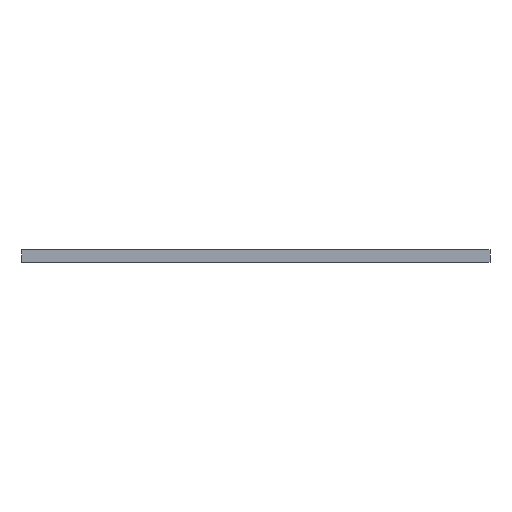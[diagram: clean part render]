
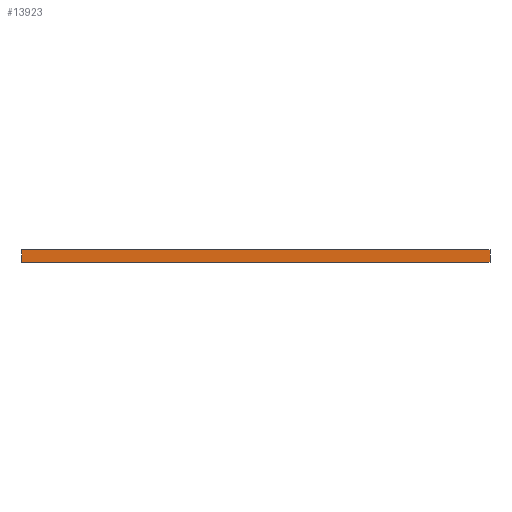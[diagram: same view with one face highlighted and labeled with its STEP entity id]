
A CAD part, left-side view. The second image highlights one B-rep face of the part: STEP entity #13923.
In plain terms, the highlighted planar face has unit normal (-1, 0, 0).
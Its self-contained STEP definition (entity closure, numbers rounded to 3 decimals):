
#6829=CARTESIAN_POINT('',(-19.626,22.39,0.0));
#6830=VERTEX_POINT('',#6829);
#6847=CARTESIAN_POINT('',(-19.626,-7.51,0.0));
#6848=VERTEX_POINT('',#6847);
#6855=CARTESIAN_POINT('',(-19.626,-7.51,0.0));
#6856=DIRECTION('',(0.0,1.0,0.0));
#6857=VECTOR('',#6856,29.9);
#6858=LINE('',#6855,#6857);
#6859=EDGE_CURVE('',#6848,#6830,#6858,.T.);
#13623=CARTESIAN_POINT('',(-19.626,22.39,0.8));
#13624=VERTEX_POINT('',#13623);
#13631=CARTESIAN_POINT('',(-19.626,-7.51,0.8));
#13632=VERTEX_POINT('',#13631);
#13633=CARTESIAN_POINT('',(-19.626,-7.51,0.8));
#13634=DIRECTION('',(0.0,1.0,0.0));
#13635=VECTOR('',#13634,29.9);
#13636=LINE('',#13633,#13635);
#13637=EDGE_CURVE('',#13632,#13624,#13636,.T.);
#13896=CARTESIAN_POINT('',(-19.626,-7.51,0.0));
#13897=DIRECTION('',(0.0,0.0,1.0));
#13898=VECTOR('',#13897,0.8);
#13899=LINE('',#13896,#13898);
#13900=EDGE_CURVE('',#6848,#13632,#13899,.T.);
#13907=CARTESIAN_POINT('',(-19.626,-7.51,0.0));
#13908=DIRECTION('',(-1.0,0.0,0.0));
#13909=DIRECTION('',(0.0,0.0,1.0));
#13910=AXIS2_PLACEMENT_3D('',#13907,#13908,#13909);
#13911=PLANE('',#13910);
#13912=ORIENTED_EDGE('',*,*,#13637,.T.);
#13913=CARTESIAN_POINT('',(-19.626,22.39,0.0));
#13914=DIRECTION('',(0.0,0.0,1.0));
#13915=VECTOR('',#13914,0.8);
#13916=LINE('',#13913,#13915);
#13917=EDGE_CURVE('',#6830,#13624,#13916,.T.);
#13918=ORIENTED_EDGE('',*,*,#13917,.F.);
#13919=ORIENTED_EDGE('',*,*,#6859,.F.);
#13920=ORIENTED_EDGE('',*,*,#13900,.T.);
#13921=EDGE_LOOP('',(#13912,#13918,#13919,#13920));
#13922=FACE_OUTER_BOUND('',#13921,.T.);
#13923=ADVANCED_FACE('',(#13922),#13911,.T.);
